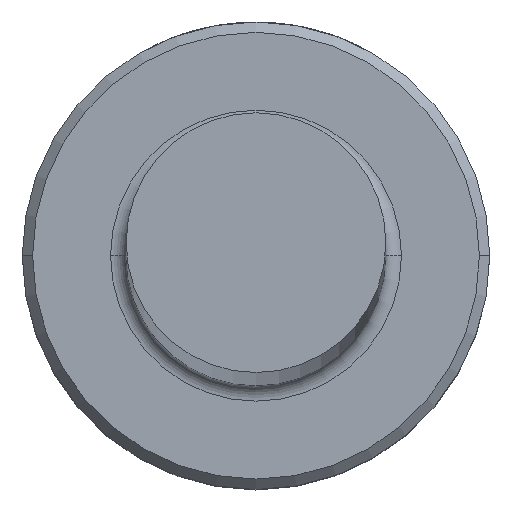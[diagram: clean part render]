
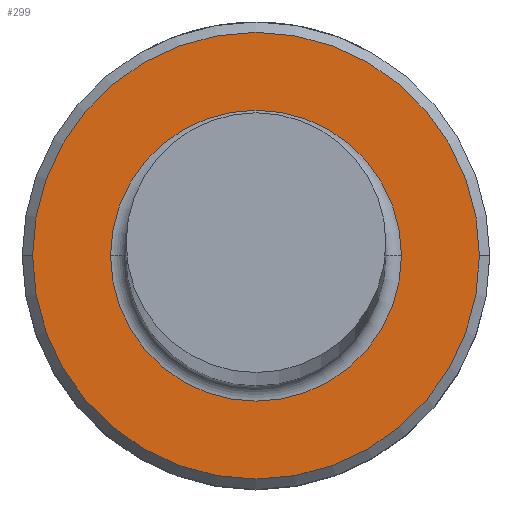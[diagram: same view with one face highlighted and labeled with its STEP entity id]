
A CAD part, top view. The second image highlights one B-rep face of the part: STEP entity #299.
In plain terms, the highlighted planar face has unit normal (0, 0, 1).
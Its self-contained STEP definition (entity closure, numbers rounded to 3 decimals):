
#22 = ORIENTED_EDGE ( 'NONE', *, *, #489, .T. ) ;
#50 = EDGE_CURVE ( 'NONE', #882, #382, #194, .T. ) ;
#53 = AXIS2_PLACEMENT_3D ( 'NONE', #214, #846, #316 ) ;
#64 = CARTESIAN_POINT ( 'NONE',  ( 4.3, 0., 6. ) ) ;
#74 = CIRCLE ( 'NONE', #53, 2.8 ) ;
#94 = FACE_BOUND ( 'NONE', #530, .T. ) ;
#107 = FACE_OUTER_BOUND ( 'NONE', #1096, .T. ) ;
#116 = AXIS2_PLACEMENT_3D ( 'NONE', #784, #780, #772 ) ;
#145 = CIRCLE ( 'NONE', #116, 2.8 ) ;
#187 = DIRECTION ( 'NONE',  ( 0., 0., 1. ) ) ;
#194 = CIRCLE ( 'NONE', #247, 4.3 ) ;
#214 = CARTESIAN_POINT ( 'NONE',  ( 0., 0., 6. ) ) ;
#222 = CARTESIAN_POINT ( 'NONE',  ( -4.3, 0., 6. ) ) ;
#239 = EDGE_CURVE ( 'NONE', #1129, #967, #145, .T. ) ;
#247 = AXIS2_PLACEMENT_3D ( 'NONE', #684, #404, #877 ) ;
#299 = ADVANCED_FACE ( 'NONE', ( #107, #94 ), #862, .T. ) ;
#316 = DIRECTION ( 'NONE',  ( -1., 0., 0. ) ) ;
#325 = ORIENTED_EDGE ( 'NONE', *, *, #50, .T. ) ;
#382 = VERTEX_POINT ( 'NONE', #64 ) ;
#404 = DIRECTION ( 'NONE',  ( 0., 0., 1. ) ) ;
#415 = DIRECTION ( 'NONE',  ( 1., 0., 0. ) ) ;
#447 = CARTESIAN_POINT ( 'NONE',  ( -2.8, 0., 6. ) ) ;
#448 = ORIENTED_EDGE ( 'NONE', *, *, #612, .T. ) ;
#489 = EDGE_CURVE ( 'NONE', #382, #882, #532, .T. ) ;
#510 = DIRECTION ( 'NONE',  ( 0., 0., 1. ) ) ;
#517 = CARTESIAN_POINT ( 'NONE',  ( 0., 0., 6. ) ) ;
#518 = CARTESIAN_POINT ( 'NONE',  ( 2.8, 0., 6. ) ) ;
#530 = EDGE_LOOP ( 'NONE', ( #774, #448 ) ) ;
#532 = CIRCLE ( 'NONE', #811, 4.3 ) ;
#612 = EDGE_CURVE ( 'NONE', #967, #1129, #74, .T. ) ;
#684 = CARTESIAN_POINT ( 'NONE',  ( 0., 0., 6. ) ) ;
#731 = AXIS2_PLACEMENT_3D ( 'NONE', #517, #510, #415 ) ;
#741 = CARTESIAN_POINT ( 'NONE',  ( 0., 0., 6. ) ) ;
#772 = DIRECTION ( 'NONE',  ( -1., 0., 0. ) ) ;
#774 = ORIENTED_EDGE ( 'NONE', *, *, #239, .T. ) ;
#780 = DIRECTION ( 'NONE',  ( 0., 0., -1. ) ) ;
#784 = CARTESIAN_POINT ( 'NONE',  ( 0., 0., 6. ) ) ;
#811 = AXIS2_PLACEMENT_3D ( 'NONE', #741, #187, #832 ) ;
#832 = DIRECTION ( 'NONE',  ( 1., 0., 0. ) ) ;
#846 = DIRECTION ( 'NONE',  ( 0., 0., -1. ) ) ;
#862 = PLANE ( 'NONE',  #731 ) ;
#877 = DIRECTION ( 'NONE',  ( 1., 0., 0. ) ) ;
#882 = VERTEX_POINT ( 'NONE', #222 ) ;
#967 = VERTEX_POINT ( 'NONE', #518 ) ;
#1096 = EDGE_LOOP ( 'NONE', ( #325, #22 ) ) ;
#1129 = VERTEX_POINT ( 'NONE', #447 ) ;
